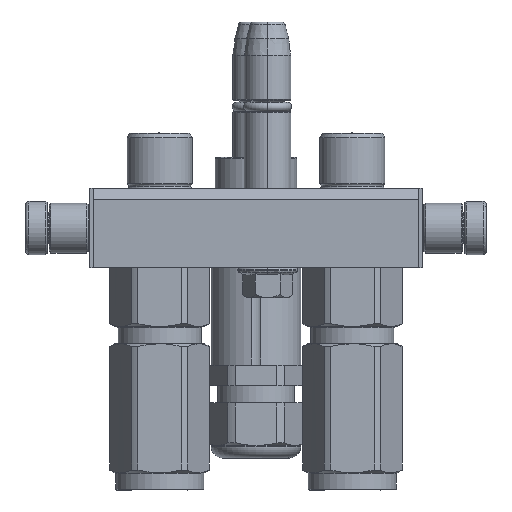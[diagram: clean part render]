
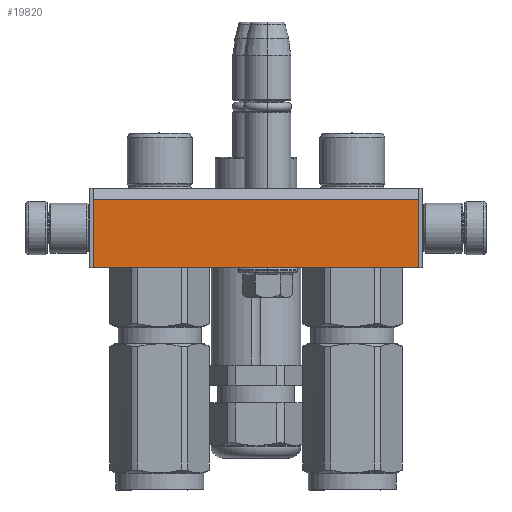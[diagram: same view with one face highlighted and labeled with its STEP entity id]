
A CAD part, left-side view. The second image highlights one B-rep face of the part: STEP entity #19820.
In plain terms, the highlighted face is planar.
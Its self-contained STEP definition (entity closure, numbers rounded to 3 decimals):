
#654 = ORIENTED_EDGE ( 'NONE', *, *, #27842, .F. ) ;
#1084 = DIRECTION ( 'NONE',  ( 0., 1., 0. ) ) ;
#1884 = CARTESIAN_POINT ( 'NONE',  ( 78., 3.464, 24. ) ) ;
#3379 = EDGE_CURVE ( 'NONE', #44887, #55937, #22266, .T. ) ;
#3583 = PLANE ( 'NONE',  #39628 ) ;
#8260 = LINE ( 'NONE', #1884, #66471 ) ;
#13332 = CARTESIAN_POINT ( 'NONE',  ( -21., 0., 24. ) ) ;
#16780 = DIRECTION ( 'NONE',  ( 1., 0., 0. ) ) ;
#17278 = VERTEX_POINT ( 'NONE', #60497 ) ;
#17468 = DIRECTION ( 'NONE',  ( 1., 0., 0. ) ) ;
#19820 = ADVANCED_FACE ( 'NONE', ( #36063 ), #3583, .T. ) ;
#19971 = EDGE_LOOP ( 'NONE', ( #39464, #654, #46761, #41066 ) ) ;
#21429 = VECTOR ( 'NONE', #17468, 1000. ) ;
#22266 = LINE ( 'NONE', #52956, #21429 ) ;
#27842 = EDGE_CURVE ( 'NONE', #44887, #63543, #46593, .T. ) ;
#35249 = CARTESIAN_POINT ( 'NONE',  ( -20., 3.464, 24. ) ) ;
#36063 = FACE_OUTER_BOUND ( 'NONE', #19971, .T. ) ;
#39322 = LINE ( 'NONE', #57447, #56293 ) ;
#39464 = ORIENTED_EDGE ( 'NONE', *, *, #39971, .F. ) ;
#39628 = AXIS2_PLACEMENT_3D ( 'NONE', #13332, #50595, #56235 ) ;
#39971 = EDGE_CURVE ( 'NONE', #63543, #17278, #39322, .T. ) ;
#41066 = ORIENTED_EDGE ( 'NONE', *, *, #45632, .T. ) ;
#42316 = CARTESIAN_POINT ( 'NONE',  ( -20., 3.464, 24. ) ) ;
#43109 = DIRECTION ( 'NONE',  ( 0., 1., 0. ) ) ;
#44887 = VERTEX_POINT ( 'NONE', #35249 ) ;
#45632 = EDGE_CURVE ( 'NONE', #55937, #17278, #8260, .T. ) ;
#45926 = CARTESIAN_POINT ( 'NONE',  ( 78., 3.464, 24. ) ) ;
#46593 = LINE ( 'NONE', #42316, #63540 ) ;
#46761 = ORIENTED_EDGE ( 'NONE', *, *, #3379, .T. ) ;
#50595 = DIRECTION ( 'NONE',  ( 0., 0., 1. ) ) ;
#52956 = CARTESIAN_POINT ( 'NONE',  ( -20., 3.464, 24. ) ) ;
#53448 = CARTESIAN_POINT ( 'NONE',  ( -20., 24., 24. ) ) ;
#55937 = VERTEX_POINT ( 'NONE', #45926 ) ;
#56235 = DIRECTION ( 'NONE',  ( 1., 0., 0. ) ) ;
#56293 = VECTOR ( 'NONE', #16780, 1000. ) ;
#57447 = CARTESIAN_POINT ( 'NONE',  ( -20., 24., 24. ) ) ;
#60497 = CARTESIAN_POINT ( 'NONE',  ( 78., 24., 24. ) ) ;
#63540 = VECTOR ( 'NONE', #1084, 1000. ) ;
#63543 = VERTEX_POINT ( 'NONE', #53448 ) ;
#66471 = VECTOR ( 'NONE', #43109, 1000. ) ;
